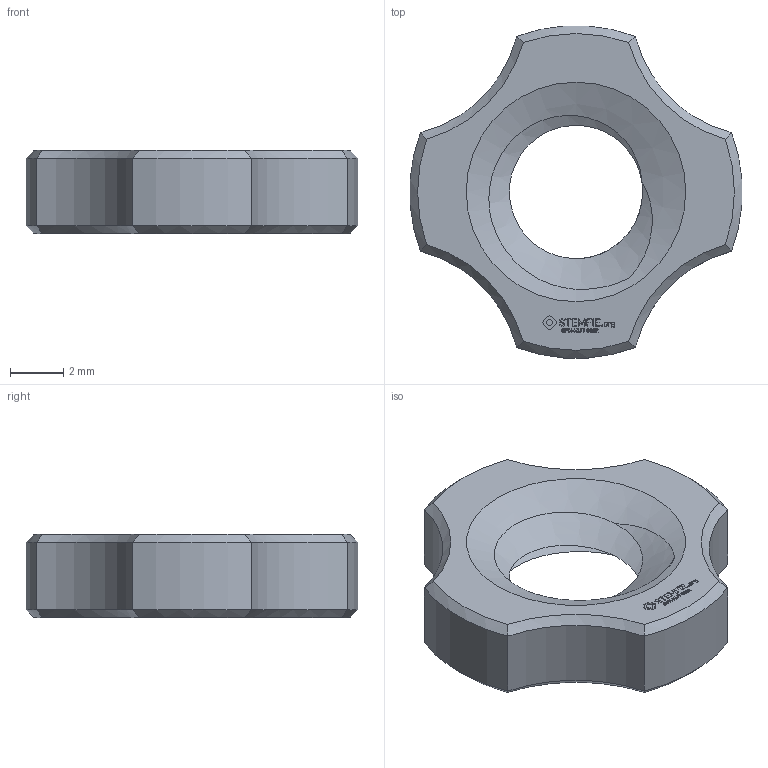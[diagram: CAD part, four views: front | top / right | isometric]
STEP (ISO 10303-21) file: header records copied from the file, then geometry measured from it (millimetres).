
FILE_DESCRIPTION(('FreeCAD Model'),'2;1');
FILE_NAME('Open CASCADE Shape Model','2023-01-06T16:25:52',(''),(''), 'Open CASCADE STEP processor 7.6','FreeCAD','Unknown');
FILE_SCHEMA(('AUTOMOTIVE_DESIGN { 1 0 10303 214 1 1 1 1 }'));
Length unit declared in the file: millimetre
Products named in the file (1): Nut RH BU01.00x00.25 - SPN-NUT-0002 (stemfie.org)
Bounding box: 12.47 x 12.47 x 3.12 mm (x, y, z)
Volume: 219.1 mm3; surface area: 358.3 mm2
Topology: 1 solids, 1 shells, 456 faces, 1253 edges, 830 vertices
Faces by surface type: plane 295, bspline 135, cone 18, cylinder 8
Entity records: 34852 total; most frequent: CARTESIAN_POINT 11594, DIRECTION 3547, LINE 2826, VECTOR 2826, ORIENTED_EDGE 2506, PCURVE 2506, DEFINITIONAL_REPRESENTATION 2506, EDGE_CURVE 1253
